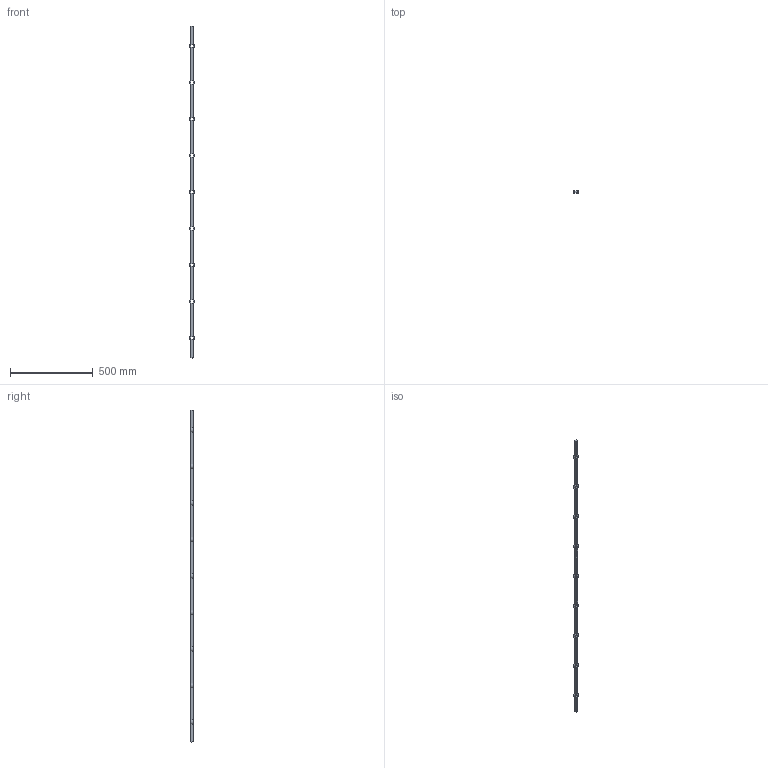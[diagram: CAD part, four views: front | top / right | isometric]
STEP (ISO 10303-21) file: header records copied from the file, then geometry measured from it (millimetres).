
FILE_DESCRIPTION (( 'STEP AP203' ), '1' );
FILE_NAME ('6913.step', '2022-05-03T06:28:40', ( '' ), ( '' ), 'SwSTEP 2.0', 'SolidWorks 2018', '' );
FILE_SCHEMA (( 'CONFIG_CONTROL_DESIGN' ));
Length unit declared in the file: millimetre
Products named in the file (1): 6913
Bounding box: 29.9 x 14 x 2000 mm (x, y, z)
Volume: 405436.4 mm3; surface area: 122895.4 mm2
Topology: 1 solids, 1 shells, 287 faces, 801 edges, 534 vertices
Faces by surface type: plane 169, bspline 100, cylinder 18
Entity records: 13572 total; most frequent: CARTESIAN_POINT 6731, ORIENTED_EDGE 1602, DIRECTION 1013, EDGE_CURVE 801, LINE 565, VECTOR 565, VERTEX_POINT 534, EDGE_LOOP 323
